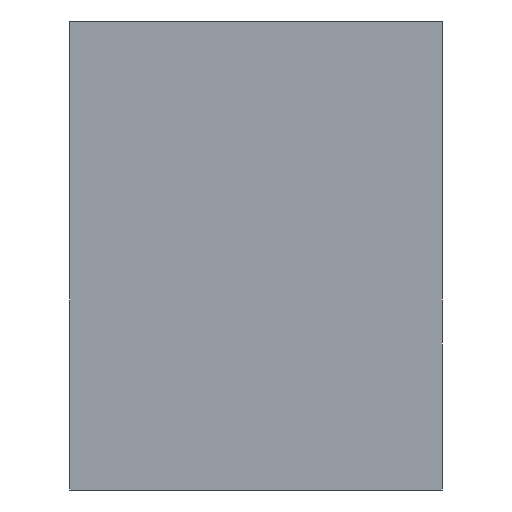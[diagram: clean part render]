
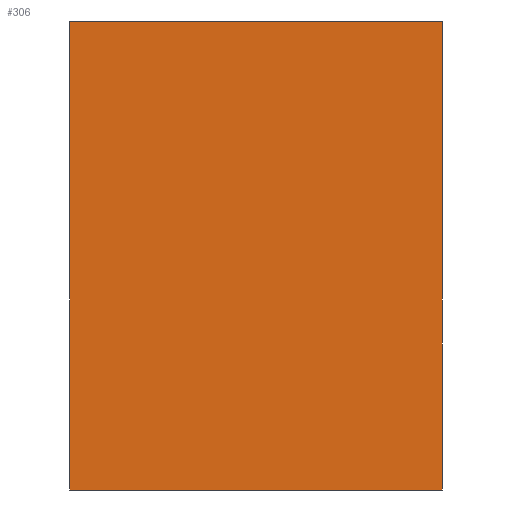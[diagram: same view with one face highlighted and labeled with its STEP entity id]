
A CAD part, left-side view. The second image highlights one B-rep face of the part: STEP entity #306.
In plain terms, the highlighted planar face has unit normal (-1, 0, 0).
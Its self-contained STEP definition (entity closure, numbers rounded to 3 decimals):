
#24=PLANE('',#352);
#40=FACE_OUTER_BOUND('',#60,.T.);
#60=EDGE_LOOP('',(#257,#258,#259,#260));
#66=LINE('',#465,#92);
#86=LINE('',#528,#112);
#87=LINE('',#530,#113);
#88=LINE('',#531,#114);
#92=VECTOR('',#374,10.);
#112=VECTOR('',#438,10.);
#113=VECTOR('',#441,10.);
#114=VECTOR('',#442,10.);
#136=VERTEX_POINT('',#462);
#137=VERTEX_POINT('',#464);
#157=VERTEX_POINT('',#524);
#158=VERTEX_POINT('',#526);
#166=EDGE_CURVE('',#136,#137,#66,.T.);
#198=EDGE_CURVE('',#157,#158,#86,.T.);
#199=EDGE_CURVE('',#136,#157,#87,.T.);
#200=EDGE_CURVE('',#137,#158,#88,.T.);
#257=ORIENTED_EDGE('',*,*,#199,.T.);
#258=ORIENTED_EDGE('',*,*,#198,.T.);
#259=ORIENTED_EDGE('',*,*,#200,.F.);
#260=ORIENTED_EDGE('',*,*,#166,.F.);
#306=ADVANCED_FACE('',(#40),#24,.T.);
#352=AXIS2_PLACEMENT_3D('',#529,#439,#440);
#374=DIRECTION('',(0.,0.,1.));
#438=DIRECTION('',(0.,0.,1.));
#439=DIRECTION('center_axis',(-1.,0.,0.));
#440=DIRECTION('ref_axis',(0.,-1.,0.));
#441=DIRECTION('',(0.,-1.,0.));
#442=DIRECTION('',(0.,-1.,0.));
#462=CARTESIAN_POINT('',(-8.17,7.877,0.));
#464=CARTESIAN_POINT('',(-8.17,7.877,4.));
#465=CARTESIAN_POINT('',(-8.17,7.877,0.));
#524=CARTESIAN_POINT('',(-8.17,4.697,0.));
#526=CARTESIAN_POINT('',(-8.17,4.697,4.));
#528=CARTESIAN_POINT('',(-8.17,4.697,0.));
#529=CARTESIAN_POINT('Origin',(-8.17,7.877,0.));
#530=CARTESIAN_POINT('',(-8.17,7.877,0.));
#531=CARTESIAN_POINT('',(-8.17,7.877,4.));
